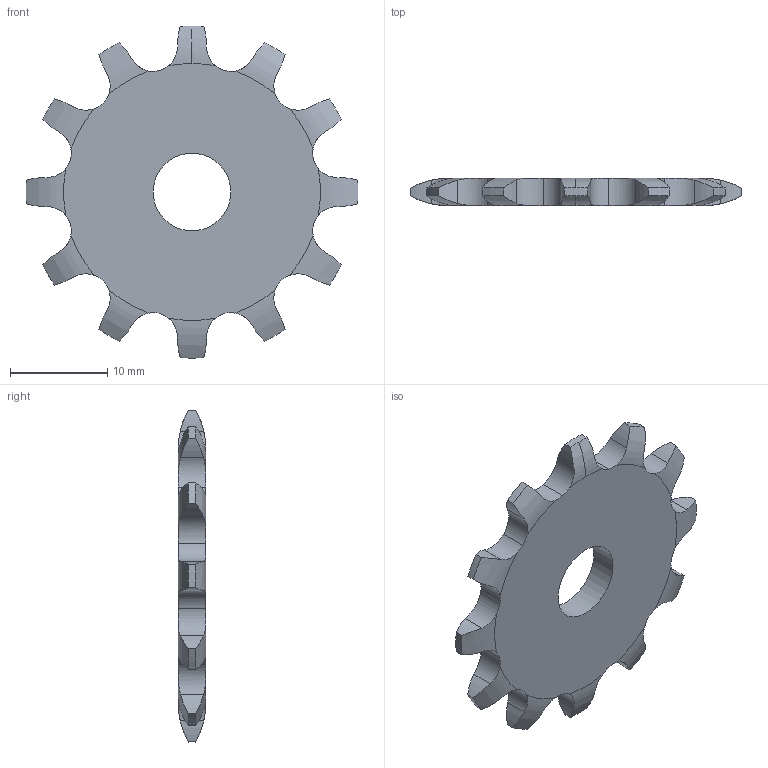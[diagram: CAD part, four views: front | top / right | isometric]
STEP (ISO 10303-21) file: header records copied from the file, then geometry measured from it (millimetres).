
FILE_DESCRIPTION(('FreeCAD Model'),'2;1');
FILE_NAME('Open CASCADE Shape Model','2022-01-16T09:22:29',('FreeCAD'),( 'FreeCAD'),'Open CASCADE STEP processor 7.4','FreeCAD','Unknown');
FILE_SCHEMA(('AUTOMOTIVE_DESIGN { 1 0 10303 214 1 1 1 1 }'));
Length unit declared in the file: millimetre
Products named in the file (1): Open CASCADE STEP translator 7.4 5
Bounding box: 34.19 x 2.8 x 34.2 mm (x, y, z)
Volume: 1710.5 mm3; surface area: 1689.2 mm2
Topology: 1 solids, 1 shells, 113 faces, 333 edges, 222 vertices
Faces by surface type: cylinder 61, plane 26, revolution 26
Full cylindrical faces by diameter (mm): 8 x1
Entity records: 11379 total; most frequent: CARTESIAN_POINT 5195, DIRECTION 1030, ORIENTED_EDGE 666, PCURVE 666, DEFINITIONAL_REPRESENTATION 666, LINE 531, VECTOR 531, EDGE_CURVE 333
